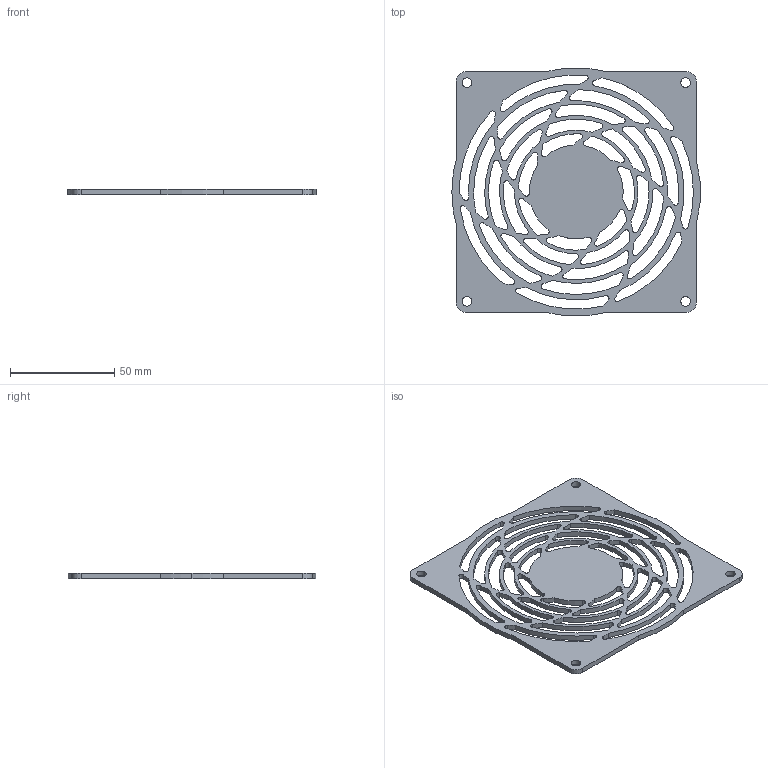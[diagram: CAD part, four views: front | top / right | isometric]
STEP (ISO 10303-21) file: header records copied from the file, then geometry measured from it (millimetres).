
FILE_DESCRIPTION (( 'STEP AP214' ), '1' );
FILE_NAME ('09122-G.STEP', '2020-03-11T01:37:23', ( '' ), ( '' ), 'SwSTEP 2.0', 'SolidWorks 2016', '' );
FILE_SCHEMA (( 'AUTOMOTIVE_DESIGN' ));
Length unit declared in the file: millimetre
Products named in the file (1): 09122-G
Bounding box: 118.88 x 118.66 x 2.5 mm (x, y, z)
Volume: 19327.2 mm3; surface area: 23158.7 mm2
Topology: 1 solids, 1 shells, 276 faces, 822 edges, 548 vertices
Faces by surface type: cylinder 266, plane 10
Entity records: 9788 total; most frequent: DIRECTION 1908, CARTESIAN_POINT 1647, ORIENTED_EDGE 1644, EDGE_CURVE 822, AXIS2_PLACEMENT_3D 809, VERTEX_POINT 548, CIRCLE 532, EDGE_LOOP 354
